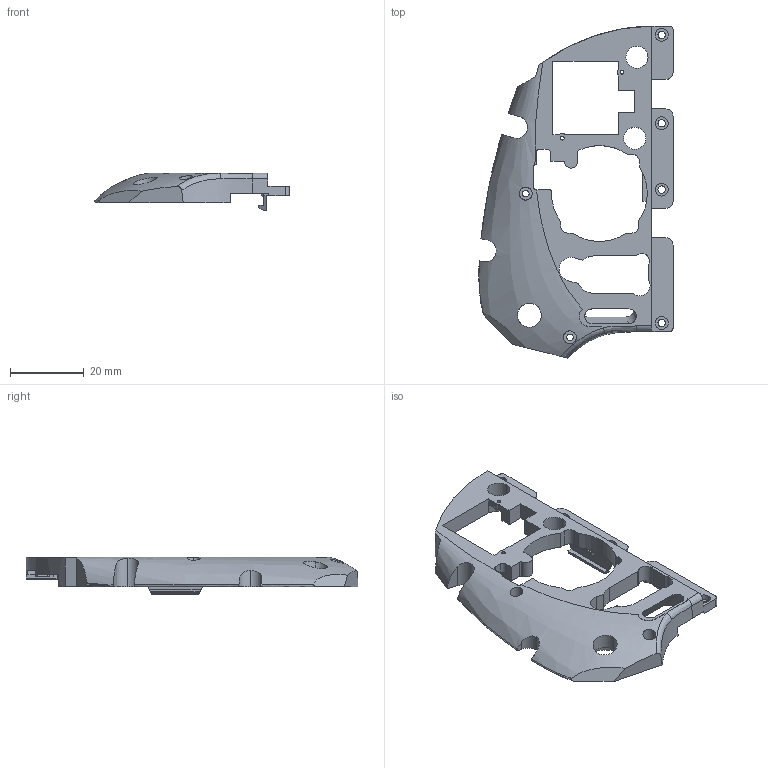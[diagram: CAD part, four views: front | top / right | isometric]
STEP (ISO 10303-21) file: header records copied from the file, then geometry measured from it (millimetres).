
FILE_DESCRIPTION (( 'STEP AP203' ), '1' );
FILE_NAME ('Button Cover Left REF2002.STEP', '2025-11-29T16:59:55', ( '' ), ( '' ), 'SwSTEP 2.0', 'SolidWorks 2025', '' );
FILE_SCHEMA (( 'CONFIG_CONTROL_DESIGN' ));
Length unit declared in the file: millimetre
Products named in the file (1): Button Cover Left REF2002
Bounding box: 52.71 x 90.1 x 10.2 mm (x, y, z)
Volume: 9992.8 mm3; surface area: 8775.8 mm2
Topology: 1 solids, 1 shells, 247 faces, 716 edges, 475 vertices
Faces by surface type: plane 139, cylinder 95, bspline 13
Entity records: 16917 total; most frequent: CARTESIAN_POINT 10286, ORIENTED_EDGE 1432, DIRECTION 1295, EDGE_CURVE 716, VERTEX_POINT 475, VECTOR 453, LINE 453, AXIS2_PLACEMENT_3D 421
